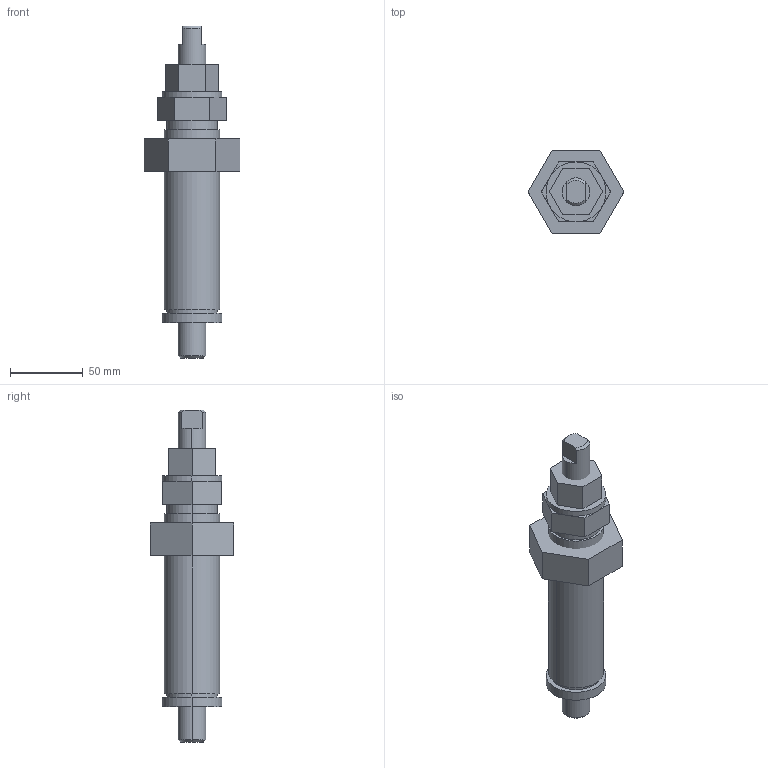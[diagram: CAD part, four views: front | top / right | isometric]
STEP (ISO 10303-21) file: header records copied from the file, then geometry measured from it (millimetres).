
FILE_DESCRIPTION((''),'2;1');
FILE_NAME('LJ1505A.stp','2000-07-03T12:20:26',(''),(''),'AutoCAD STEP 2000','AutoCAD 2000',', , ');
FILE_SCHEMA(('CONFIG_CONTROL_DESIGN'));
Length unit declared in the file: inch
Bounding box: 65.99 x 57.15 x 228.6 mm (x, y, z)
Volume: 274476 mm3; surface area: 58776.5 mm2
Topology: 3 solids, 3 shells, 59 faces, 136 edges, 88 vertices
Faces by surface type: plane 39, cylinder 16, cone 4
Entity records: 1771 total; most frequent: DIRECTION 298, CARTESIAN_POINT 292, ORIENTED_EDGE 272, EDGE_CURVE 136, AXIS2_PLACEMENT_3D 106, VERTEX_POINT 88, VECTOR 86, LINE 86
